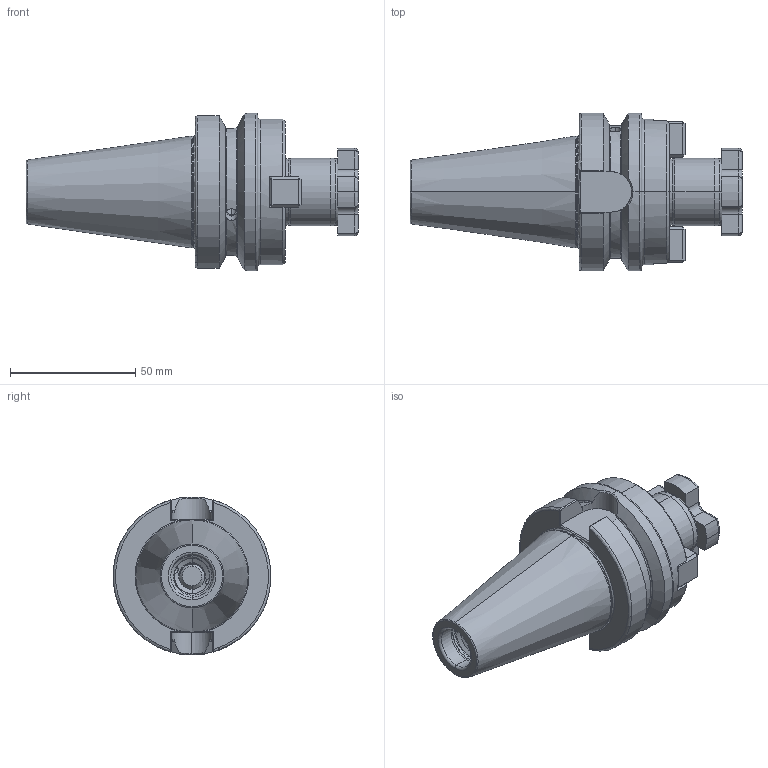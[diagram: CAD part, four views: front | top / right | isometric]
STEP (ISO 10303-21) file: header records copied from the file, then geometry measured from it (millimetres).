
FILE_DESCRIPTION (( 'STEP AP203' ), '1' );
FILE_NAME ('405.11.27.STEP', '2016-11-26T02:27:59', ( '' ), ( '' ), 'SwSTEP 2.0', 'SolidWorks 2012', '' );
FILE_SCHEMA (( 'CONFIG_CONTROL_DESIGN' ));
Length unit declared in the file: millimetre
Products named in the file (5): 405.11.27; 102.11.27_M4xP0.7-16L; 面銑刀墊塊27; 十字螺絲FMB27
Assembly tree (6 placements, depth 2):
  405.11.27
    405.11.27
    十字螺絲FMB27
    面銑刀墊塊27  x2
    102.11.27_M4xP0.7-16L  x2
Bounding box: 132.4 x 63 x 63 mm (x, y, z)
Volume: 164276 mm3; surface area: 37276.3 mm2
Topology: 6 solids, 6 shells, 581 faces, 1514 edges, 945 vertices
Faces by surface type: cylinder 291, plane 146, torus 57, cone 56, bspline 31
Entity records: 30685 total; most frequent: CARTESIAN_POINT 19764, ORIENTED_EDGE 2466, DIRECTION 1910, EDGE_CURVE 1233, VERTEX_POINT 777, AXIS2_PLACEMENT_3D 726, EDGE_LOOP 486, ADVANCED_FACE 469
